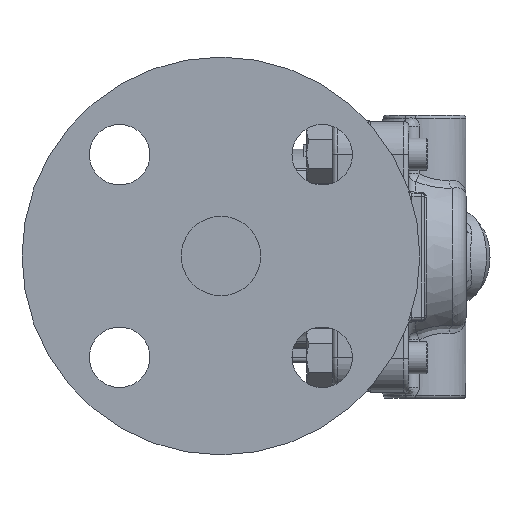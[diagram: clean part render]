
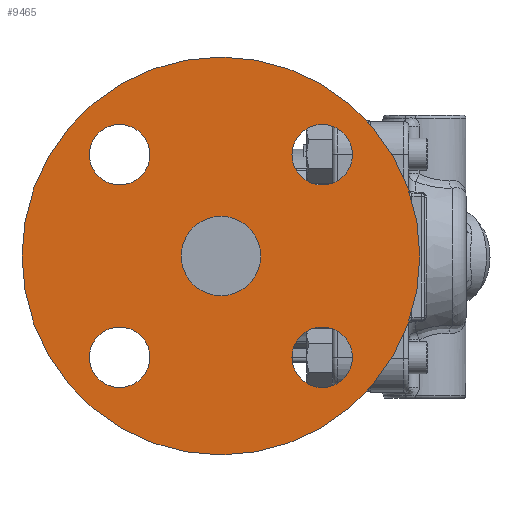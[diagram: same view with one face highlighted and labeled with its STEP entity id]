
A CAD part, left-side view. The second image highlights one B-rep face of the part: STEP entity #9465.
In plain terms, the highlighted planar face has unit normal (-1, 0, 0).
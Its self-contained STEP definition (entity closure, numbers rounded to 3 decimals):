
#679=FACE_BOUND('',#2702,.T.);
#680=FACE_BOUND('',#2703,.T.);
#681=FACE_BOUND('',#2704,.T.);
#682=FACE_BOUND('',#2705,.T.);
#683=FACE_BOUND('',#2706,.T.);
#2075=FACE_OUTER_BOUND('',#2701,.T.);
#2701=EDGE_LOOP('',(#6350));
#2702=EDGE_LOOP('',(#6351));
#2703=EDGE_LOOP('',(#6352));
#2704=EDGE_LOOP('',(#6353));
#2705=EDGE_LOOP('',(#6354));
#2706=EDGE_LOOP('',(#6355));
#3335=CIRCLE('',#10127,9.5);
#3337=CIRCLE('',#10130,9.5);
#3339=CIRCLE('',#10133,9.5);
#3341=CIRCLE('',#10136,12.5);
#3343=CIRCLE('',#10140,9.5);
#3349=CIRCLE('',#10149,62.5);
#3819=VERTEX_POINT('',#13869);
#3821=VERTEX_POINT('',#13875);
#3823=VERTEX_POINT('',#13881);
#3825=VERTEX_POINT('',#13887);
#3827=VERTEX_POINT('',#13894);
#3833=VERTEX_POINT('',#13911);
#4754=EDGE_CURVE('',#3819,#3819,#3335,.T.);
#4757=EDGE_CURVE('',#3821,#3821,#3337,.T.);
#4760=EDGE_CURVE('',#3823,#3823,#3339,.T.);
#4763=EDGE_CURVE('',#3825,#3825,#3341,.T.);
#4766=EDGE_CURVE('',#3827,#3827,#3343,.T.);
#4775=EDGE_CURVE('',#3833,#3833,#3349,.T.);
#6350=ORIENTED_EDGE('',*,*,#4775,.F.);
#6351=ORIENTED_EDGE('',*,*,#4754,.T.);
#6352=ORIENTED_EDGE('',*,*,#4757,.T.);
#6353=ORIENTED_EDGE('',*,*,#4760,.T.);
#6354=ORIENTED_EDGE('',*,*,#4763,.T.);
#6355=ORIENTED_EDGE('',*,*,#4766,.T.);
#9224=PLANE('',#10160);
#9465=ADVANCED_FACE('',(#2075,#679,#680,#681,#682,#683),#9224,.F.);
#10127=AXIS2_PLACEMENT_3D('',#13870,#11247,#11248);
#10130=AXIS2_PLACEMENT_3D('',#13876,#11254,#11255);
#10133=AXIS2_PLACEMENT_3D('',#13882,#11261,#11262);
#10136=AXIS2_PLACEMENT_3D('',#13888,#11268,#11269);
#10140=AXIS2_PLACEMENT_3D('',#13895,#11277,#11278);
#10149=AXIS2_PLACEMENT_3D('',#13913,#11298,#11299);
#10160=AXIS2_PLACEMENT_3D('',#13930,#11321,#11322);
#11247=DIRECTION('center_axis',(1.,0.,0.));
#11248=DIRECTION('ref_axis',(0.,1.,0.));
#11254=DIRECTION('center_axis',(1.,0.,0.));
#11255=DIRECTION('ref_axis',(0.,0.,
-1.));
#11261=DIRECTION('center_axis',(1.,0.,0.));
#11262=DIRECTION('ref_axis',(0.,-1.,0.));
#11268=DIRECTION('center_axis',(1.,0.,0.));
#11269=DIRECTION('ref_axis',(0.,0.,
1.));
#11277=DIRECTION('center_axis',(1.,0.,0.));
#11278=DIRECTION('ref_axis',(0.,0.,
1.));
#11298=DIRECTION('center_axis',(1.,0.,0.));
#11299=DIRECTION('ref_axis',(0.,0.,
-1.));
#11321=DIRECTION('center_axis',(1.,0.,0.));
#11322=DIRECTION('ref_axis',(0.,0.,
-1.));
#13869=CARTESIAN_POINT('',(-112.917,-32.271,-29.067));
#13870=CARTESIAN_POINT('Origin',(-112.917,-22.771,-29.067));
#13875=CARTESIAN_POINT('',(-112.917,-22.771,44.072));
#13876=CARTESIAN_POINT('Origin',(-112.917,-22.771,34.572));
#13881=CARTESIAN_POINT('',(-112.917,50.369,34.572));
#13882=CARTESIAN_POINT('Origin',(-112.917,40.869,34.572));
#13887=CARTESIAN_POINT('',(-112.917,9.049,-9.748));
#13888=CARTESIAN_POINT('Origin',(-112.917,9.049,2.752));
#13894=CARTESIAN_POINT('',(-112.917,40.869,-38.567));
#13895=CARTESIAN_POINT('Origin',(-112.917,40.869,-29.067));
#13911=CARTESIAN_POINT('',(-112.917,9.049,65.252));
#13913=CARTESIAN_POINT('Origin',(-112.917,9.049,2.752));
#13930=CARTESIAN_POINT('Origin',(-112.917,9.049,2.752));
